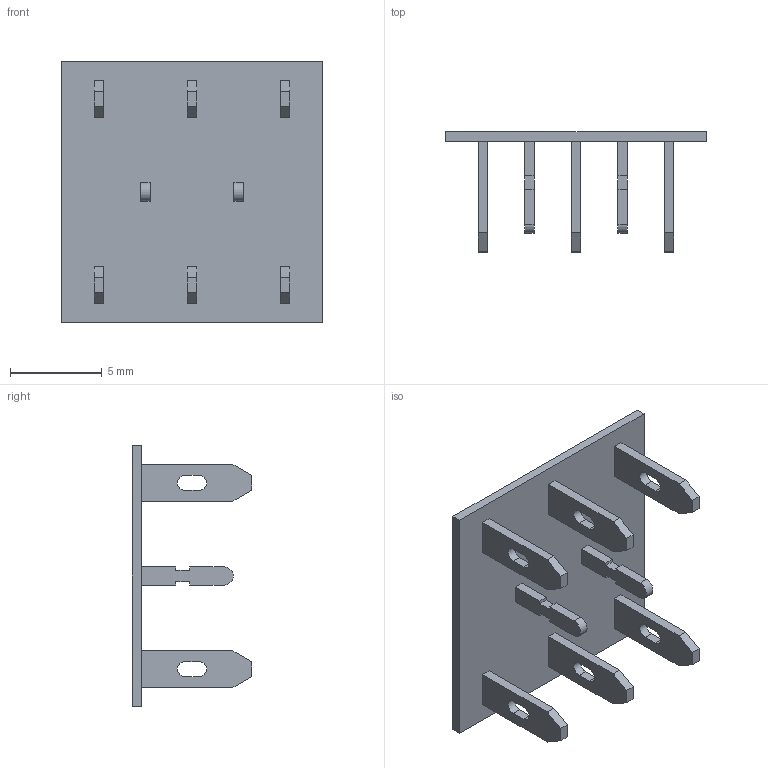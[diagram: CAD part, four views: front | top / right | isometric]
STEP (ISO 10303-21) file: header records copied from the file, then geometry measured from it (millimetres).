
FILE_DESCRIPTION(/* description */ (''),/* implementation_level */ '2;1');
FILE_NAME(/* name */ '_UB22W016G-1JBpole.ipt.step',/* time_stamp */ '2015-01-02T19:22:59-08:00',/* author */ ('Philip'),/* organization */ (''),/* preprocessor_version */ 'ST-DEVELOPER v15.6',/* originating_system */ 'Autodesk Inventor 2015',/* authorisation */ '');
FILE_SCHEMA (('AUTOMOTIVE_DESIGN { 1 0 10303 214 3 1 1 }'));
Length unit declared in the file: inch
Products named in the file (1): _UB22W016G-1JBpole
Bounding box: 14.22 x 6.53 x 14.22 mm (x, y, z)
Volume: 138.8 mm3; surface area: 632.6 mm2
Topology: 1 solids, 1 shells, 98 faces, 264 edges, 176 vertices
Faces by surface type: plane 84, cylinder 14
Entity records: 3191 total; most frequent: CARTESIAN_POINT 539, ORIENTED_EDGE 528, DIRECTION 490, EDGE_CURVE 264, LINE 236, VECTOR 236, VERTEX_POINT 176, AXIS2_PLACEMENT_3D 127
